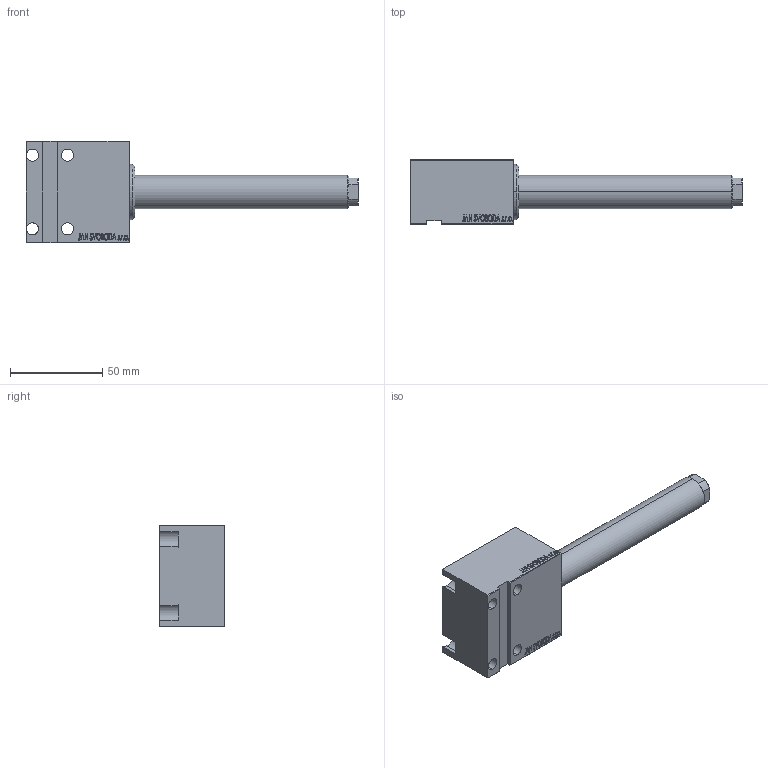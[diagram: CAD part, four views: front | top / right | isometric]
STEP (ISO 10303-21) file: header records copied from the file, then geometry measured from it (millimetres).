
FILE_DESCRIPTION (( 'STEP AP203' ), '1' );
FILE_NAME ('284c.STEP', '2022-04-17T02:34:43', ( '' ), ( '' ), 'SwSTEP 2.0', 'SolidWorks 2019', '' );
FILE_SCHEMA (( 'CONFIG_CONTROL_DESIGN' ));
Length unit declared in the file: millimetre
Products named in the file (4): V450CM_E_Body cb6cab4e33cdded698cdc45945ecc533; V450CM_VC_B cb6cab4e33cdded698cdc45945ecc533; V450CM_E_VCP cb6cab4e33cdded698cdc45945ecc533; 284c
Assembly tree (3 placements, depth 2):
  284c
    V450CM_E_Body cb6cab4e33cdded698cdc45945ecc533
    V450CM_E_VCP cb6cab4e33cdded698cdc45945ecc533
    V450CM_VC_B cb6cab4e33cdded698cdc45945ecc533
Bounding box: 180 x 35 x 55 mm (x, y, z)
Volume: 128513.6 mm3; surface area: 37363.5 mm2
Topology: 3 solids, 3 shells, 861 faces, 2228 edges, 1477 vertices
Faces by surface type: plane 411, bspline 380, cylinder 56, cone 14
Entity records: 43546 total; most frequent: CARTESIAN_POINT 24586, ORIENTED_EDGE 4452, DIRECTION 2548, EDGE_CURVE 2226, VERTEX_POINT 1477, LINE 1326, VECTOR 1326, EDGE_LOOP 983
